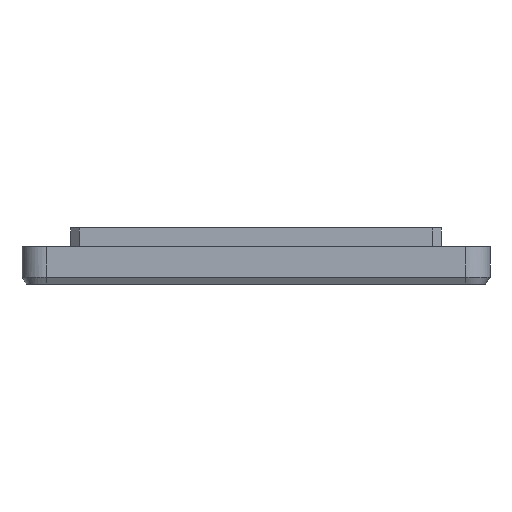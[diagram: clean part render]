
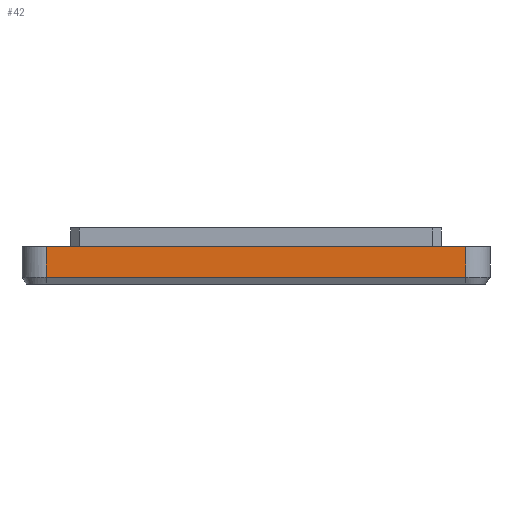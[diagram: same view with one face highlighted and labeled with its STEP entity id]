
A CAD part, left-side view. The second image highlights one B-rep face of the part: STEP entity #42.
In plain terms, the highlighted free-form (B-spline) face has degree [2, 1] with [3, 2] control points.
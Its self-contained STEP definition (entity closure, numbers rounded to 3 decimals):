
#42=ADVANCED_FACE('',(#177),#2153,.T.);
#177=FACE_OUTER_BOUND('',#313,.T.);
#313=EDGE_LOOP('',(#504,#505,#506,#507));
#504=ORIENTED_EDGE('',*,*,#1185,.T.);
#505=ORIENTED_EDGE('',*,*,#1183,.F.);
#506=ORIENTED_EDGE('',*,*,#1184,.F.);
#507=ORIENTED_EDGE('',*,*,#1182,.F.);
#1182=EDGE_CURVE('',#1901,#1900,#1533,.T.);
#1183=EDGE_CURVE('',#1902,#1903,#1534,.T.);
#1184=EDGE_CURVE('',#1900,#1902,#1535,.T.);
#1185=EDGE_CURVE('',#1901,#1903,#1536,.T.);
#1533=(
BOUNDED_CURVE()
B_SPLINE_CURVE(2,(#3459,#3460,#3461),.UNSPECIFIED.,.F.,.F.)
B_SPLINE_CURVE_WITH_KNOTS((3,3),(-115.71,-3.71),
 .UNSPECIFIED.)
CURVE()
GEOMETRIC_REPRESENTATION_ITEM()
RATIONAL_B_SPLINE_CURVE((1.,1.,1.))
REPRESENTATION_ITEM('')
);
#1534=(
BOUNDED_CURVE()
B_SPLINE_CURVE(2,(#3462,#3463,#3464),.UNSPECIFIED.,.F.,.F.)
B_SPLINE_CURVE_WITH_KNOTS((3,3),(3.71,115.71),
 .UNSPECIFIED.)
CURVE()
GEOMETRIC_REPRESENTATION_ITEM()
RATIONAL_B_SPLINE_CURVE((1.,1.,1.))
REPRESENTATION_ITEM('')
);
#1535=(
BOUNDED_CURVE()
B_SPLINE_CURVE(1,(#3465,#3466),.UNSPECIFIED.,.F.,.F.)
B_SPLINE_CURVE_WITH_KNOTS((2,2),(5.999,14.195),
 .UNSPECIFIED.)
CURVE()
GEOMETRIC_REPRESENTATION_ITEM()
RATIONAL_B_SPLINE_CURVE((1.,1.))
REPRESENTATION_ITEM('')
);
#1536=(
BOUNDED_CURVE()
B_SPLINE_CURVE(1,(#3467,#3468),.UNSPECIFIED.,.F.,.F.)
B_SPLINE_CURVE_WITH_KNOTS((2,2),(5.999,14.195),
 .UNSPECIFIED.)
CURVE()
GEOMETRIC_REPRESENTATION_ITEM()
RATIONAL_B_SPLINE_CURVE((1.,1.))
REPRESENTATION_ITEM('')
);
#1900=VERTEX_POINT('',#3217);
#1901=VERTEX_POINT('',#3218);
#1902=VERTEX_POINT('',#3219);
#1903=VERTEX_POINT('',#3220);
#2153=(
BOUNDED_SURFACE()
B_SPLINE_SURFACE(2,1,((#2448,#2449),(#2450,#2451),(#2452,#2453)),
 .UNSPECIFIED.,.F.,.F.,.F.)
B_SPLINE_SURFACE_WITH_KNOTS((3,3),(2,2),(3.71,115.71),
(5.999,14.195),.UNSPECIFIED.)
GEOMETRIC_REPRESENTATION_ITEM()
RATIONAL_B_SPLINE_SURFACE(((1.,1.),(1.,1.),(1.,1.)))
REPRESENTATION_ITEM('')
SURFACE()
);
#2448=CARTESIAN_POINT('',(-62.5,-56.,-5.999));
#2449=CARTESIAN_POINT('',(-62.5,-56.,-14.195));
#2450=CARTESIAN_POINT('',(-62.5,0.,-5.999));
#2451=CARTESIAN_POINT('',(-62.5,0.,-14.195));
#2452=CARTESIAN_POINT('',(-62.5,56.,-5.999));
#2453=CARTESIAN_POINT('',(-62.5,56.,-14.195));
#3217=CARTESIAN_POINT('',(-62.5,-56.,-5.999));
#3218=CARTESIAN_POINT('',(-62.5,56.,-5.999));
#3219=CARTESIAN_POINT('',(-62.5,-56.,-14.195));
#3220=CARTESIAN_POINT('',(-62.5,56.,-14.195));
#3459=CARTESIAN_POINT('',(-62.5,56.,-5.999));
#3460=CARTESIAN_POINT('',(-62.5,0.,-5.999));
#3461=CARTESIAN_POINT('',(-62.5,-56.,-5.999));
#3462=CARTESIAN_POINT('',(-62.5,-56.,-14.195));
#3463=CARTESIAN_POINT('',(-62.5,0.,-14.195));
#3464=CARTESIAN_POINT('',(-62.5,56.,-14.195));
#3465=CARTESIAN_POINT('',(-62.5,-56.,-5.999));
#3466=CARTESIAN_POINT('',(-62.5,-56.,-14.195));
#3467=CARTESIAN_POINT('',(-62.5,56.,-5.999));
#3468=CARTESIAN_POINT('',(-62.5,56.,-14.195));
